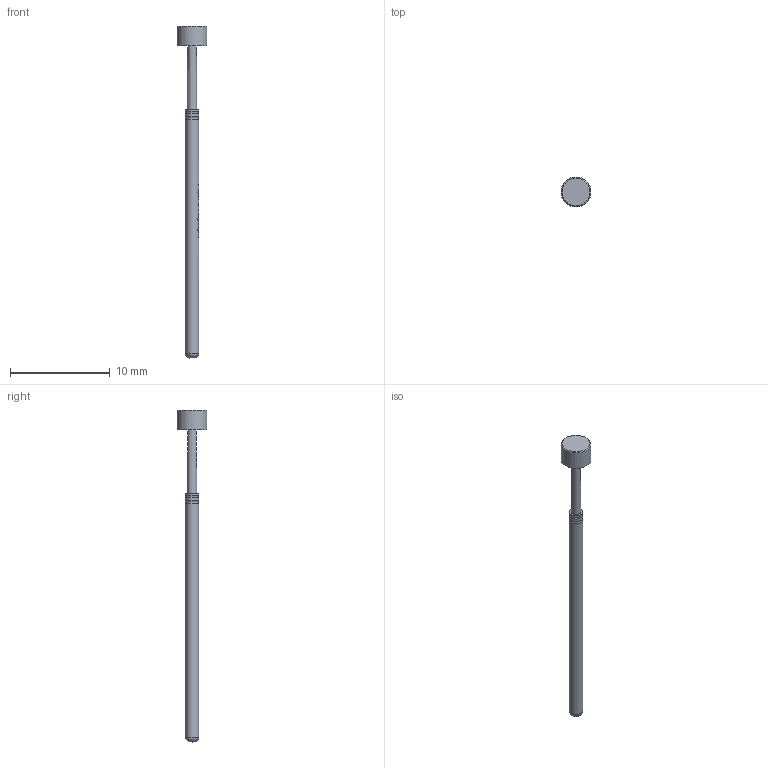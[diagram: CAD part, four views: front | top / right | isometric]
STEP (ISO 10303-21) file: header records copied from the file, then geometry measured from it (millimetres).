
FILE_DESCRIPTION (( 'STEP AP214' ), '1' );
FILE_NAME ('MOD-L10017B300Gxxx.STEP', '2021-12-14T06:44:19', ( 'Installadmin' ), ( 'Hewlett-Packard Company' ), 'SwSTEP 2.0', 'SolidWorks 2020', '' );
FILE_SCHEMA (( 'AUTOMOTIVE_DESIGN' ));
Length unit declared in the file: millimetre
Products named in the file (1): MOD-L10017B300Gxxx
Bounding box: 3 x 3 x 33.3 mm (x, y, z)
Volume: 52.7 mm3; surface area: 161.7 mm2
Topology: 1 solids, 1 shells, 142 faces, 403 edges, 268 vertices
Faces by surface type: plane 65, bspline 51, cylinder 21, torus 3, cone 2
Full cylindrical faces by diameter (mm): 1.373 x3, 3 x1
Entity records: 6889 total; most frequent: CARTESIAN_POINT 3762, ORIENTED_EDGE 700, DIRECTION 440, EDGE_CURVE 350, VERTEX_POINT 237, AXIS2_PLACEMENT_3D 164, B_SPLINE_CURVE_WITH_KNOTS 163, EDGE_LOOP 163
